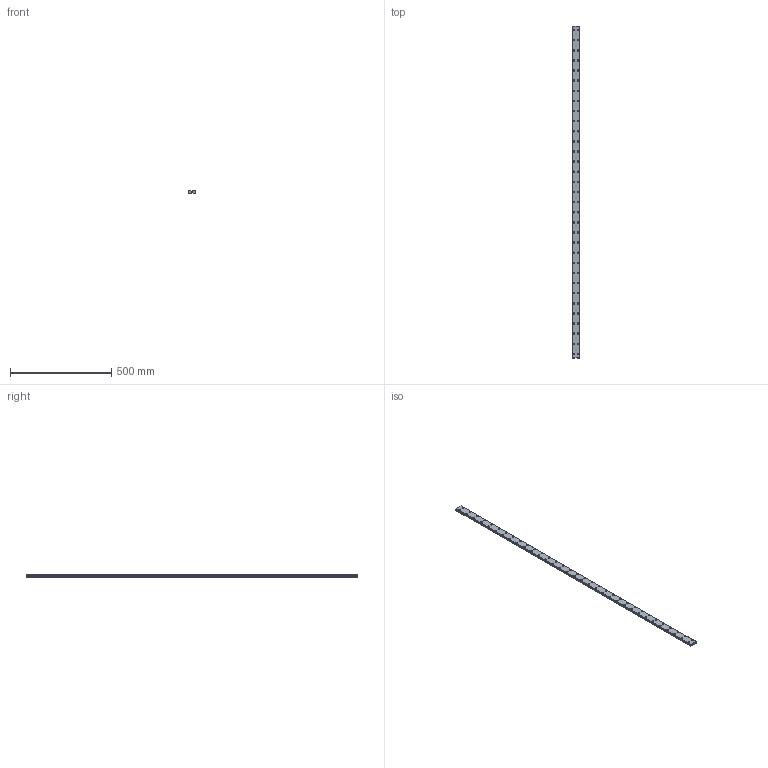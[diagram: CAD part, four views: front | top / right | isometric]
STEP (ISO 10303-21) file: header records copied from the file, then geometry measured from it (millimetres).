
FILE_DESCRIPTION(('STEP AP214'),'1');
FILE_NAME('cctmp_723BB698-6F0E-4966-947B-D2FE437018A5_2021_03_03_12_19_11_0819..stp','2021-03-03T11:19:12',('HIWIN GmbH'),('CADClick - www.CADClick.com'),'Spatial InterOp 3D',' ','unknown authorization');
FILE_SCHEMA(('AUTOMOTIVE_DESIGN'));
Length unit declared in the file: millimetre
Products named in the file (1): WER21R1640H_FILE
Bounding box: 37 x 1640 x 11 mm (x, y, z)
Volume: 607633.9 mm3; surface area: 177893.4 mm2
Topology: 1 solids, 1 shells, 697 faces, 1479 edges, 986 vertices
Faces by surface type: cylinder 414, plane 283
Entity records: 24741 total; most frequent: DIRECTION 3703, CARTESIAN_POINT 3163, ORIENTED_EDGE 2958, AXIS2_PLACEMENT_3D 1526, EDGE_CURVE 1479, VERTEX_POINT 986, EDGE_LOOP 899, CIRCLE 828
